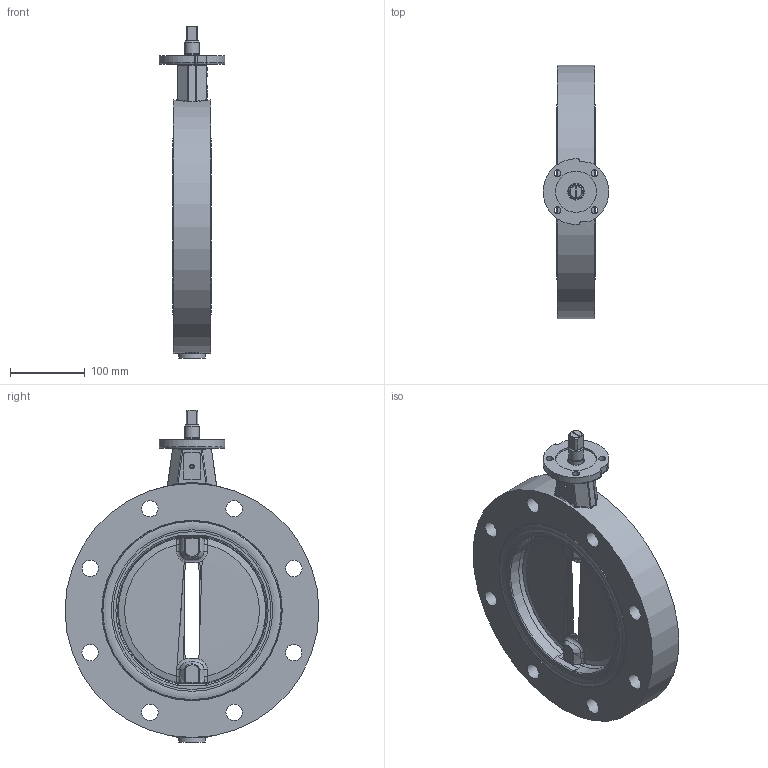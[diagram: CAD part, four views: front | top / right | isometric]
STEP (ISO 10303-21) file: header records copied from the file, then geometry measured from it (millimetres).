
FILE_DESCRIPTION((''),'2;1');
FILE_NAME('Z014-WN-DN200-PN10.stp','2009-01-15T08:23:54',('hellwig'),(''),'Autodesk Inventor 2008','Autodesk Inventor 2008','');
FILE_SCHEMA(('AUTOMOTIVE_DESIGN { 1 0 10303 214 1 1 1 1 }'));
Length unit declared in the file: millimetre
Products named in the file (1): Bauteil1
Bounding box: 87.68 x 340 x 444.45 mm (x, y, z)
Volume: 3251385.9 mm3; surface area: 358689.6 mm2
Topology: 4 solids, 6 shells, 687 faces, 1777 edges, 1133 vertices
Faces by surface type: plane 264, bspline 191, cylinder 147, torus 38, cone 35, sphere 12
Full cylindrical faces by diameter (mm): 4 x1, 4.917 x1, 6 x2, 16 x1, 16.2 x3, 16.3 x1, 19 x1, 19.5 x1, 20 x7, 20.2 x3, 20.35 x3, 22 x8, 24.95 x3, 25 x2, 28.4 x2, 30 x1, 33 x2, 33.3 x2, 36 x1, 55.1 x1, 214.5 x2, 229.5 x2, 240 x2, 241.5 x2, 340 x1
Entity records: 28204 total; most frequent: CARTESIAN_POINT 12509, ORIENTED_EDGE 3260, DIRECTION 2604, EDGE_CURVE 1630, VERTEX_POINT 1096, AXIS2_PLACEMENT_3D 963, EDGE_LOOP 884, FACE_OUTER_BOUND 687
